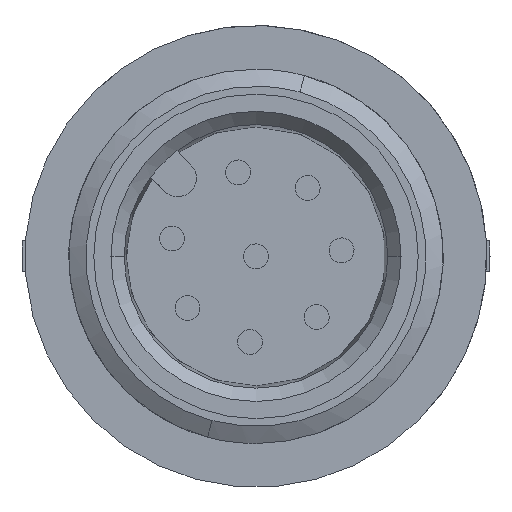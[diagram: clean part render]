
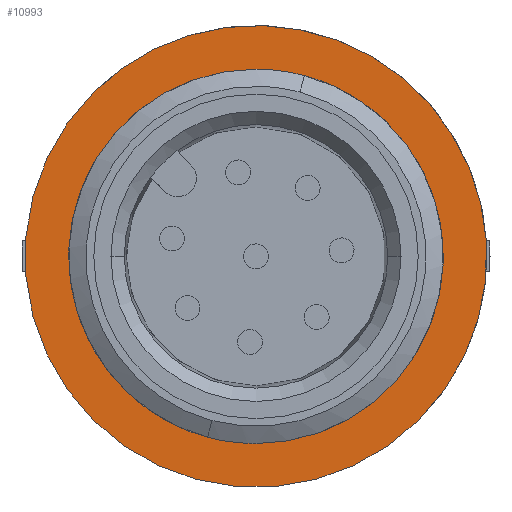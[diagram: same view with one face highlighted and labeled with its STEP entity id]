
A CAD part, left-side view. The second image highlights one B-rep face of the part: STEP entity #10993.
In plain terms, the highlighted face is planar.
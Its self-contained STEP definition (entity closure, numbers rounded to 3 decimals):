
#516=CIRCLE('',#1222,7.4);
#517=CIRCLE('',#1223,7.4);
#518=CIRCLE('',#1225,6.);
#519=CIRCLE('',#1226,6.);
#520=CIRCLE('',#1227,7.4);
#1222=AXIS2_PLACEMENT_3D('',#13764,#3548,#3549);
#1223=AXIS2_PLACEMENT_3D('',#13766,#3550,#3551);
#1224=AXIS2_PLACEMENT_3D('',#13769,#3553,$);
#1225=AXIS2_PLACEMENT_3D('',#13770,#3554,#3555);
#1226=AXIS2_PLACEMENT_3D('',#13773,#3556,#3557);
#1227=AXIS2_PLACEMENT_3D('',#13774,#3558,#3559);
#1987=PLANE('',#1224);
#3548=DIRECTION('',(0.,0.,1.));
#3549=DIRECTION('',(0.,7.4,0.));
#3550=DIRECTION('',(0.,0.,1.));
#3551=DIRECTION('',(0.,7.4,0.));
#3553=DIRECTION('',(0.,0.,1.));
#3554=DIRECTION('',(0.,0.,1.));
#3555=DIRECTION('',(-4.243,-4.243,0.));
#3556=DIRECTION('',(0.,0.,1.));
#3557=DIRECTION('',(-4.243,-4.243,0.));
#3558=DIRECTION('',(0.,0.,1.));
#3559=DIRECTION('',(0.,7.4,0.));
#5455=VERTEX_POINT('',#13763);
#5456=VERTEX_POINT('',#13765);
#5457=VERTEX_POINT('',#13767);
#5458=VERTEX_POINT('',#13771);
#5459=VERTEX_POINT('',#13772);
#6548=EDGE_CURVE('',#5456,#5455,#516,.T.);
#6549=EDGE_CURVE('',#5457,#5456,#517,.T.);
#6551=EDGE_CURVE('',#5458,#5459,#518,.T.);
#6552=EDGE_CURVE('',#5459,#5458,#519,.T.);
#6553=EDGE_CURVE('',#5455,#5457,#520,.T.);
#7953=ORIENTED_EDGE('',*,*,#6551,.F.);
#7954=ORIENTED_EDGE('',*,*,#6552,.F.);
#7955=ORIENTED_EDGE('',*,*,#6549,.T.);
#7956=ORIENTED_EDGE('',*,*,#6548,.T.);
#7957=ORIENTED_EDGE('',*,*,#6553,.T.);
#9963=EDGE_LOOP('',(#7953,#7954));
#9964=EDGE_LOOP('',(#7955,#7956,#7957));
#10483=FACE_BOUND('',#9963,.T.);
#10484=FACE_BOUND('',#9964,.T.);
#10993=ADVANCED_FACE('',(#10483,#10484),#1987,.T.);
#13763=CARTESIAN_POINT('',(20.854,25.839,222.));
#13764=CARTESIAN_POINT('',(20.854,33.239,222.));
#13765=CARTESIAN_POINT('',(15.279,38.106,222.));
#13766=CARTESIAN_POINT('',(20.854,33.239,222.));
#13767=CARTESIAN_POINT('',(20.854,40.639,222.));
#13769=CARTESIAN_POINT('',(26.515,36.733,222.));
#13770=CARTESIAN_POINT('',(20.854,33.239,222.));
#13771=CARTESIAN_POINT('',(25.096,37.482,222.));
#13772=CARTESIAN_POINT('',(16.611,28.996,222.));
#13773=CARTESIAN_POINT('',(20.854,33.239,222.));
#13774=CARTESIAN_POINT('',(20.854,33.239,222.));
